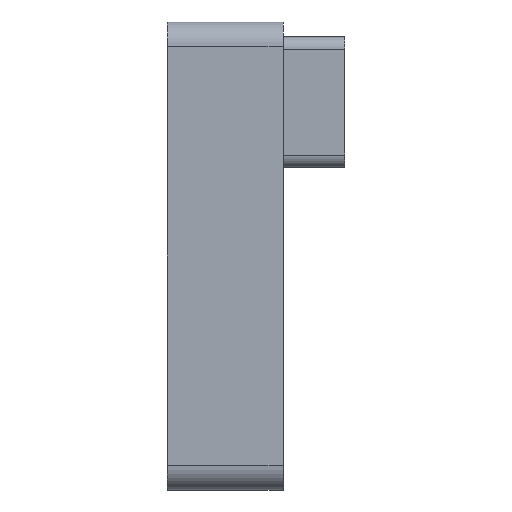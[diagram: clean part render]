
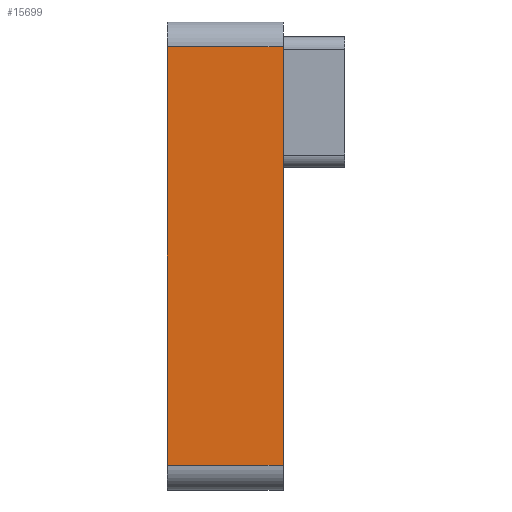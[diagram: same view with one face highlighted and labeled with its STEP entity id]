
A CAD part, front view. The second image highlights one B-rep face of the part: STEP entity #15699.
In plain terms, the highlighted planar face has unit normal (0, -1, 0).
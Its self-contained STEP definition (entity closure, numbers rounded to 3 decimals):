
#27 = VECTOR ( 'NONE', #8818, 1000. ) ;
#514 = DIRECTION ( 'NONE',  ( -1., 0., 0. ) ) ;
#1810 = ORIENTED_EDGE ( 'NONE', *, *, #19599, .T. ) ;
#2723 = CARTESIAN_POINT ( 'NONE',  ( -2.35, -15.5, 8.5 ) ) ;
#3329 = VECTOR ( 'NONE', #12848, 1000. ) ;
#3916 = CARTESIAN_POINT ( 'NONE',  ( 2.35, -15.5, 8.5 ) ) ;
#4062 = LINE ( 'NONE', #6816, #3329 ) ;
#5071 = VECTOR ( 'NONE', #14646, 1000. ) ;
#6789 = CARTESIAN_POINT ( 'NONE',  ( 2.35, -15.5, 8.5 ) ) ;
#6816 = CARTESIAN_POINT ( 'NONE',  ( 2.35, -15.5, -8.5 ) ) ;
#7165 = EDGE_CURVE ( 'NONE', #17508, #14081, #4062, .T. ) ;
#7984 = LINE ( 'NONE', #11484, #5071 ) ;
#8117 = LINE ( 'NONE', #3916, #13179 ) ;
#8818 = DIRECTION ( 'NONE',  ( 0., 0., -1. ) ) ;
#10216 = ORIENTED_EDGE ( 'NONE', *, *, #7165, .F. ) ;
#10311 = CARTESIAN_POINT ( 'NONE',  ( -2.35, -15.5, -8.5 ) ) ;
#10638 = FACE_OUTER_BOUND ( 'NONE', #10884, .T. ) ;
#10884 = EDGE_LOOP ( 'NONE', ( #13953, #10216, #12384, #1810 ) ) ;
#11140 = CARTESIAN_POINT ( 'NONE',  ( 2.35, -15.5, -8.5 ) ) ;
#11484 = CARTESIAN_POINT ( 'NONE',  ( 2.35, -15.5, 8.5 ) ) ;
#12143 = CARTESIAN_POINT ( 'NONE',  ( -2.35, -15.5, 8.5 ) ) ;
#12159 = VERTEX_POINT ( 'NONE', #15741 ) ;
#12384 = ORIENTED_EDGE ( 'NONE', *, *, #15317, .F. ) ;
#12586 = LINE ( 'NONE', #2723, #27 ) ;
#12848 = DIRECTION ( 'NONE',  ( -1., 0., 0. ) ) ;
#13179 = VECTOR ( 'NONE', #514, 1000. ) ;
#13953 = ORIENTED_EDGE ( 'NONE', *, *, #14066, .T. ) ;
#14066 = EDGE_CURVE ( 'NONE', #19750, #14081, #12586, .T. ) ;
#14081 = VERTEX_POINT ( 'NONE', #10311 ) ;
#14646 = DIRECTION ( 'NONE',  ( 0., 0., -1. ) ) ;
#15317 = EDGE_CURVE ( 'NONE', #12159, #17508, #7984, .T. ) ;
#15699 = ADVANCED_FACE ( 'NONE', ( #10638 ), #15918, .F. ) ;
#15741 = CARTESIAN_POINT ( 'NONE',  ( 2.35, -15.5, 8.5 ) ) ;
#15918 = PLANE ( 'NONE',  #18366 ) ;
#17408 = DIRECTION ( 'NONE',  ( 0., 1., 0. ) ) ;
#17508 = VERTEX_POINT ( 'NONE', #11140 ) ;
#18366 = AXIS2_PLACEMENT_3D ( 'NONE', #6789, #17408, #19050 ) ;
#19050 = DIRECTION ( 'NONE',  ( 0., 0., 1. ) ) ;
#19599 = EDGE_CURVE ( 'NONE', #12159, #19750, #8117, .T. ) ;
#19750 = VERTEX_POINT ( 'NONE', #12143 ) ;
